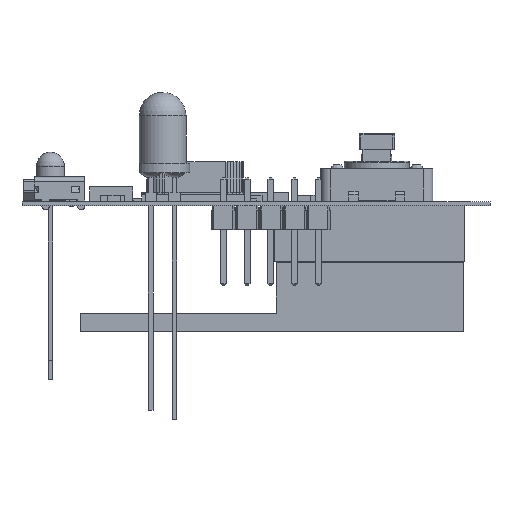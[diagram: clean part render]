
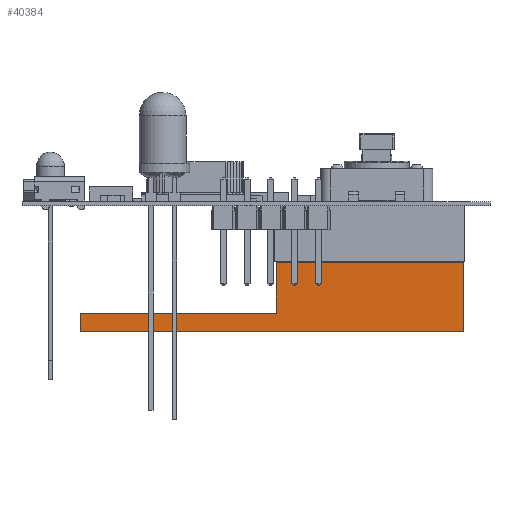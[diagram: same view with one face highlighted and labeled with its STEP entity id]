
A CAD part, left-side view. The second image highlights one B-rep face of the part: STEP entity #40384.
In plain terms, the highlighted face is planar.
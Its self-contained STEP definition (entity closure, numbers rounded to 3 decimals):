
#40335 = VERTEX_POINT('',#40336);
#40336 = CARTESIAN_POINT('',(41.17,25.349,2.));
#40342 = EDGE_CURVE('',#40343,#40335,#40345,.T.);
#40343 = VERTEX_POINT('',#40344);
#40344 = CARTESIAN_POINT('',(20.17,25.349,2.));
#40345 = LINE('',#40346,#40347);
#40346 = CARTESIAN_POINT('',(0.17,25.349,2.));
#40347 = VECTOR('',#40348,1.);
#40348 = DIRECTION('',(1.,0.,0.));
#40384 = ADVANCED_FACE('',(#40385),#40426,.T.);
#40385 = FACE_BOUND('',#40386,.T.);
#40386 = EDGE_LOOP('',(#40387,#40397,#40405,#40413,#40419,#40420));
#40387 = ORIENTED_EDGE('',*,*,#40388,.F.);
#40388 = EDGE_CURVE('',#40389,#40391,#40393,.T.);
#40389 = VERTEX_POINT('',#40390);
#40390 = CARTESIAN_POINT('',(0.17,25.349,0.));
#40391 = VERTEX_POINT('',#40392);
#40392 = CARTESIAN_POINT('',(41.17,25.349,0.));
#40393 = LINE('',#40394,#40395);
#40394 = CARTESIAN_POINT('',(0.17,25.349,0.));
#40395 = VECTOR('',#40396,1.);
#40396 = DIRECTION('',(1.,0.,0.));
#40397 = ORIENTED_EDGE('',*,*,#40398,.F.);
#40398 = EDGE_CURVE('',#40399,#40389,#40401,.T.);
#40399 = VERTEX_POINT('',#40400);
#40400 = CARTESIAN_POINT('',(0.17,25.349,
    7.396));
#40401 = LINE('',#40402,#40403);
#40402 = CARTESIAN_POINT('',(0.17,25.349,2.));
#40403 = VECTOR('',#40404,1.);
#40404 = DIRECTION('',(0.,0.,-1.));
#40405 = ORIENTED_EDGE('',*,*,#40406,.F.);
#40406 = EDGE_CURVE('',#40407,#40399,#40409,.T.);
#40407 = VERTEX_POINT('',#40408);
#40408 = CARTESIAN_POINT('',(20.17,25.349,
    7.396));
#40409 = LINE('',#40410,#40411);
#40410 = CARTESIAN_POINT('',(0.17,25.349,
    7.396));
#40411 = VECTOR('',#40412,1.);
#40412 = DIRECTION('',(-1.,0.,0.));
#40413 = ORIENTED_EDGE('',*,*,#40414,.T.);
#40414 = EDGE_CURVE('',#40407,#40343,#40415,.T.);
#40415 = LINE('',#40416,#40417);
#40416 = CARTESIAN_POINT('',(20.17,25.349,
    7.396));
#40417 = VECTOR('',#40418,1.);
#40418 = DIRECTION('',(0.,0.,-1.));
#40419 = ORIENTED_EDGE('',*,*,#40342,.T.);
#40420 = ORIENTED_EDGE('',*,*,#40421,.T.);
#40421 = EDGE_CURVE('',#40335,#40391,#40422,.T.);
#40422 = LINE('',#40423,#40424);
#40423 = CARTESIAN_POINT('',(41.17,25.349,2.));
#40424 = VECTOR('',#40425,1.);
#40425 = DIRECTION('',(0.,0.,-1.));
#40426 = PLANE('',#40427);
#40427 = AXIS2_PLACEMENT_3D('',#40428,#40429,#40430);
#40428 = CARTESIAN_POINT('',(0.17,25.349,2.));
#40429 = DIRECTION('',(0.,1.,0.));
#40430 = DIRECTION('',(0.,0.,1.));
